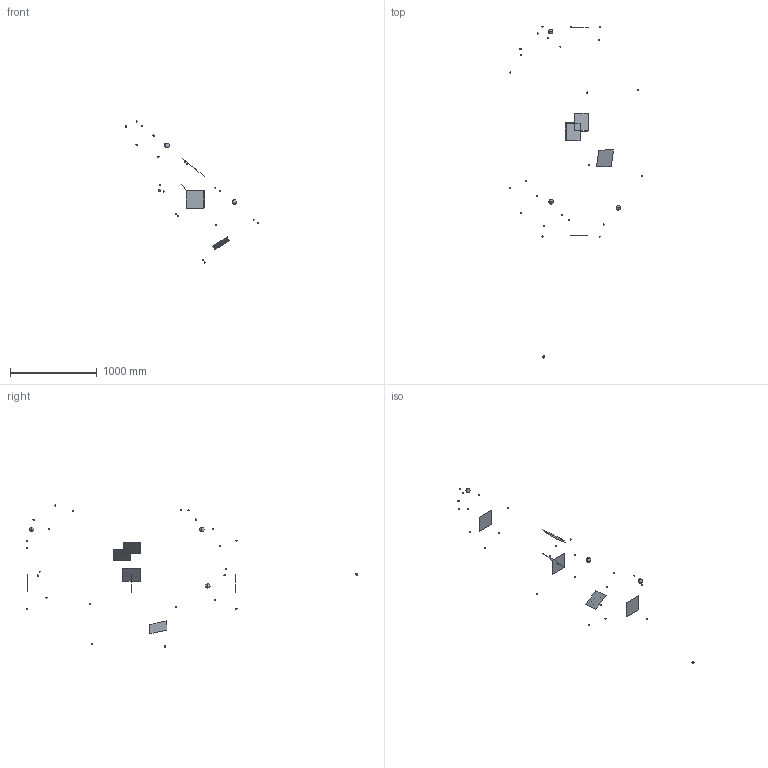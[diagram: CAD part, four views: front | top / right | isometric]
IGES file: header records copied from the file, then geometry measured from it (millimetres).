
Global section: file name: Filename.iges; native system: MATRA-DATAVISION CASCADE OL 4.0; preprocessor: CASCADE IGES processor V4.0; author: LARGEDEA; date: 20060329.133545; units: inch
Bounding box: 1533.09 x 3821.6 x 1635.81 mm (x, y, z)
Surface area: 320441.7 mm2 (no closed solid volume)
Topology: 0 solids, 0 shells, 42 faces, 372 edges, 2665 vertices
Faces by surface type: revolution 35, bspline 7
